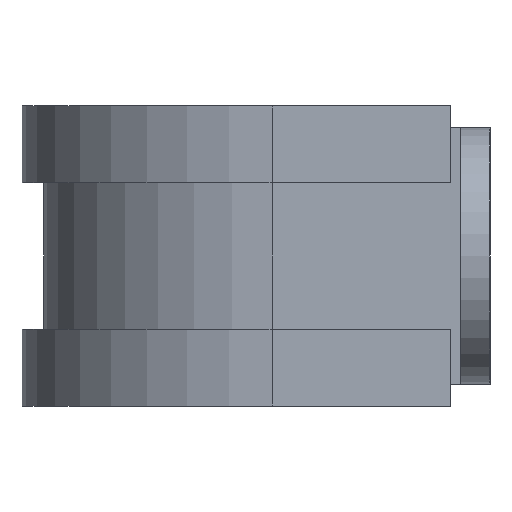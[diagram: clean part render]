
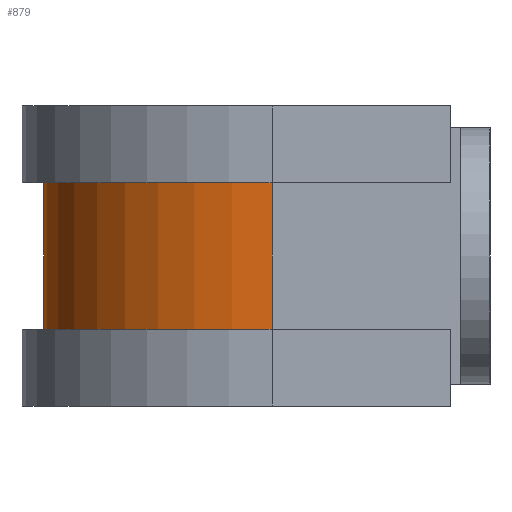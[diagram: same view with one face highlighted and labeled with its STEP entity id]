
A CAD part, left-side view. The second image highlights one B-rep face of the part: STEP entity #879.
In plain terms, the highlighted cylindrical face has radius 17.8 mm (diameter 35.6 mm), a partial arc.
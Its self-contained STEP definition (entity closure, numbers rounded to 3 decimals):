
#2 = EDGE_CURVE ( 'NONE', #573, #128, #1322, .T. ) ;
#32 = DIRECTION ( 'NONE',  ( 0., 0., 1. ) ) ;
#48 = DIRECTION ( 'NONE',  ( 1., 0., 0. ) ) ;
#114 = CARTESIAN_POINT ( 'NONE',  ( -17.8, 17., -5.7 ) ) ;
#128 = VERTEX_POINT ( 'NONE', #114 ) ;
#177 = CARTESIAN_POINT ( 'NONE',  ( 17.8, 17., -5.7 ) ) ;
#178 = DIRECTION ( 'NONE',  ( -1., 0., 0. ) ) ;
#245 = VERTEX_POINT ( 'NONE', #177 ) ;
#257 = CARTESIAN_POINT ( 'NONE',  ( 0., 17., -5.7 ) ) ;
#290 = DIRECTION ( 'NONE',  ( 0., 0., -1. ) ) ;
#365 = ORIENTED_EDGE ( 'NONE', *, *, #1166, .T. ) ;
#380 = VERTEX_POINT ( 'NONE', #794 ) ;
#396 = FACE_OUTER_BOUND ( 'NONE', #451, .T. ) ;
#404 = AXIS2_PLACEMENT_3D ( 'NONE', #1293, #290, #178 ) ;
#450 = CIRCLE ( 'NONE', #677, 17.8 ) ;
#451 = EDGE_LOOP ( 'NONE', ( #971, #365, #1019, #767 ) ) ;
#505 = DIRECTION ( 'NONE',  ( 1., 0., 0. ) ) ;
#573 = VERTEX_POINT ( 'NONE', #917 ) ;
#600 = DIRECTION ( 'NONE',  ( 0., 0., 1. ) ) ;
#610 = VECTOR ( 'NONE', #1138, 1000. ) ;
#677 = AXIS2_PLACEMENT_3D ( 'NONE', #1154, #32, #505 ) ;
#682 = LINE ( 'NONE', #914, #610 ) ;
#683 = EDGE_CURVE ( 'NONE', #380, #573, #450, .T. ) ;
#767 = ORIENTED_EDGE ( 'NONE', *, *, #2, .F. ) ;
#794 = CARTESIAN_POINT ( 'NONE',  ( 17.8, 17., 5.7 ) ) ;
#845 = CYLINDRICAL_SURFACE ( 'NONE', #404, 17.8 ) ;
#870 = AXIS2_PLACEMENT_3D ( 'NONE', #257, #600, #48 ) ;
#879 = ADVANCED_FACE ( 'NONE', ( #396 ), #845, .T. ) ;
#896 = VECTOR ( 'NONE', #1333, 1000. ) ;
#914 = CARTESIAN_POINT ( 'NONE',  ( 17.8, 17., 10. ) ) ;
#917 = CARTESIAN_POINT ( 'NONE',  ( -17.8, 17., 5.7 ) ) ;
#971 = ORIENTED_EDGE ( 'NONE', *, *, #683, .F. ) ;
#1019 = ORIENTED_EDGE ( 'NONE', *, *, #1094, .T. ) ;
#1092 = CARTESIAN_POINT ( 'NONE',  ( -17.8, 17., 10. ) ) ;
#1094 = EDGE_CURVE ( 'NONE', #245, #128, #1174, .T. ) ;
#1138 = DIRECTION ( 'NONE',  ( 0., 0., -1. ) ) ;
#1154 = CARTESIAN_POINT ( 'NONE',  ( 0., 17., 5.7 ) ) ;
#1166 = EDGE_CURVE ( 'NONE', #380, #245, #682, .T. ) ;
#1174 = CIRCLE ( 'NONE', #870, 17.8 ) ;
#1293 = CARTESIAN_POINT ( 'NONE',  ( 0., 17., 10. ) ) ;
#1322 = LINE ( 'NONE', #1092, #896 ) ;
#1333 = DIRECTION ( 'NONE',  ( 0., 0., -1. ) ) ;
